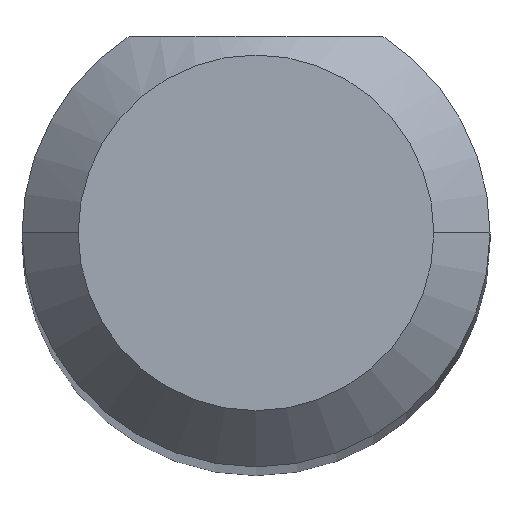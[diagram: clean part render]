
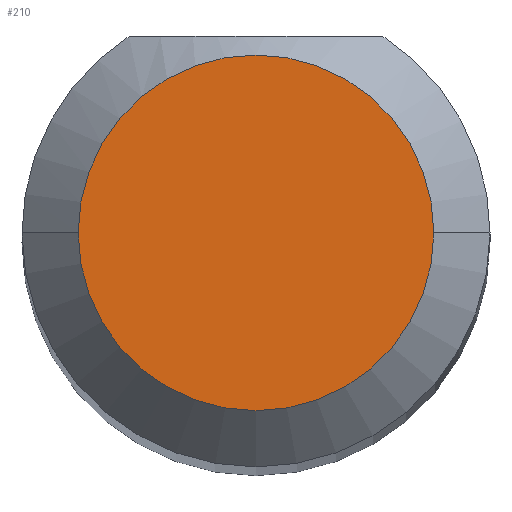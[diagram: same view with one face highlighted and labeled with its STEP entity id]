
A CAD part, top view. The second image highlights one B-rep face of the part: STEP entity #210.
In plain terms, the highlighted planar face has unit normal (0, 0, 1).
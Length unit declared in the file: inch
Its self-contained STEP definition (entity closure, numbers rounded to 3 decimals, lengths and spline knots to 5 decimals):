
#11 = EDGE_CURVE ( 'NONE', #216, #24, #211, .T. ) ;
#24 = VERTEX_POINT ( 'NONE', #349 ) ;
#101 = EDGE_CURVE ( 'NONE', #24, #216, #222, .T. ) ;
#167 = DIRECTION ( 'NONE',  ( -1., 0., 0. ) ) ;
#189 = CARTESIAN_POINT ( 'NONE',  ( 0.25, 0., 1.5 ) ) ;
#210 = ADVANCED_FACE ( 'NONE', ( #247 ), #287, .T. ) ;
#211 = CIRCLE ( 'NONE', #351, 0.0475 ) ;
#216 = VERTEX_POINT ( 'NONE', #285 ) ;
#222 = CIRCLE ( 'NONE', #404, 0.0475 ) ;
#231 = AXIS2_PLACEMENT_3D ( 'NONE', #378, #294, #335 ) ;
#247 = FACE_OUTER_BOUND ( 'NONE', #288, .T. ) ;
#279 = ORIENTED_EDGE ( 'NONE', *, *, #11, .F. ) ;
#285 = CARTESIAN_POINT ( 'NONE',  ( 0.2975, 0., 1.5 ) ) ;
#287 = PLANE ( 'NONE',  #231 ) ;
#288 = EDGE_LOOP ( 'NONE', ( #279, #339 ) ) ;
#294 = DIRECTION ( 'NONE',  ( 0., 0., 1. ) ) ;
#335 = DIRECTION ( 'NONE',  ( -1., 0., 0. ) ) ;
#339 = ORIENTED_EDGE ( 'NONE', *, *, #101, .F. ) ;
#349 = CARTESIAN_POINT ( 'NONE',  ( 0.2025, 0., 1.5 ) ) ;
#351 = AXIS2_PLACEMENT_3D ( 'NONE', #423, #563, #167 ) ;
#378 = CARTESIAN_POINT ( 'NONE',  ( 0.25, 0., 1.5 ) ) ;
#404 = AXIS2_PLACEMENT_3D ( 'NONE', #189, #434, #442 ) ;
#423 = CARTESIAN_POINT ( 'NONE',  ( 0.25, 0., 1.5 ) ) ;
#434 = DIRECTION ( 'NONE',  ( 0., 0., -1. ) ) ;
#442 = DIRECTION ( 'NONE',  ( -1., 0., 0. ) ) ;
#563 = DIRECTION ( 'NONE',  ( 0., 0., -1. ) ) ;
